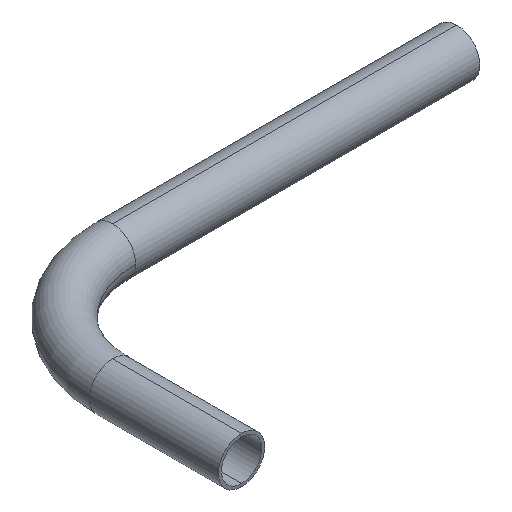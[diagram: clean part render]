
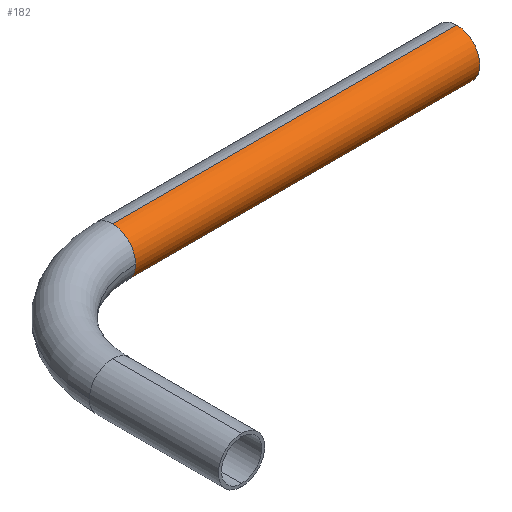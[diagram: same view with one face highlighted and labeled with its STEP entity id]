
A CAD part, isometric view. The second image highlights one B-rep face of the part: STEP entity #182.
In plain terms, the highlighted cylindrical face has radius 30.15 mm (diameter 60.3 mm), a partial arc.
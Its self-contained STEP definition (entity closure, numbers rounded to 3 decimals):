
#14 = LINE ( 'NONE', #421, #400 ) ;
#15 = ORIENTED_EDGE ( 'NONE', *, *, #464, .F. ) ;
#16 = CIRCLE ( 'NONE', #329, 30.15 ) ;
#29 = EDGE_CURVE ( 'NONE', #351, #370, #16, .T. ) ;
#48 = CIRCLE ( 'NONE', #353, 30.15 ) ;
#59 = EDGE_LOOP ( 'NONE', ( #198, #15, #373, #102, #486 ) ) ;
#78 = VERTEX_POINT ( 'NONE', #293 ) ;
#102 = ORIENTED_EDGE ( 'NONE', *, *, #512, .T. ) ;
#107 = DIRECTION ( 'NONE',  ( 1., 0., 0. ) ) ;
#142 = CARTESIAN_POINT ( 'NONE',  ( 152., 289.85, 0. ) ) ;
#145 = DIRECTION ( 'NONE',  ( 0., 0., -1. ) ) ;
#163 = CARTESIAN_POINT ( 'NONE',  ( 152., 320., 30.15 ) ) ;
#182 = ADVANCED_FACE ( 'NONE', ( #364 ), #196, .T. ) ;
#196 = CYLINDRICAL_SURFACE ( 'NONE', #415, 30.15 ) ;
#198 = ORIENTED_EDGE ( 'NONE', *, *, #437, .F. ) ;
#248 = AXIS2_PLACEMENT_3D ( 'NONE', #485, #107, #435 ) ;
#259 = CARTESIAN_POINT ( 'NONE',  ( 152., 320., 0. ) ) ;
#275 = VERTEX_POINT ( 'NONE', #163 ) ;
#276 = VECTOR ( 'NONE', #335, 1000. ) ;
#293 = CARTESIAN_POINT ( 'NONE',  ( 600., 320., 30.15 ) ) ;
#299 = CARTESIAN_POINT ( 'NONE',  ( 600., 320., 0. ) ) ;
#329 = AXIS2_PLACEMENT_3D ( 'NONE', #259, #430, #422 ) ;
#335 = DIRECTION ( 'NONE',  ( -1., 0., 0. ) ) ;
#349 = EDGE_CURVE ( 'NONE', #78, #275, #459, .T. ) ;
#351 = VERTEX_POINT ( 'NONE', #142 ) ;
#353 = AXIS2_PLACEMENT_3D ( 'NONE', #299, #510, #145 ) ;
#364 = FACE_OUTER_BOUND ( 'NONE', #59, .T. ) ;
#370 = VERTEX_POINT ( 'NONE', #502 ) ;
#373 = ORIENTED_EDGE ( 'NONE', *, *, #349, .T. ) ;
#389 = DIRECTION ( 'NONE',  ( -1., 0., 0. ) ) ;
#400 = VECTOR ( 'NONE', #389, 1000. ) ;
#415 = AXIS2_PLACEMENT_3D ( 'NONE', #441, #444, #533 ) ;
#419 = CARTESIAN_POINT ( 'NONE',  ( 600., 320., -30.15 ) ) ;
#421 = CARTESIAN_POINT ( 'NONE',  ( 600., 320., -30.15 ) ) ;
#422 = DIRECTION ( 'NONE',  ( 0., 1., 0. ) ) ;
#430 = DIRECTION ( 'NONE',  ( 1., 0., 0. ) ) ;
#435 = DIRECTION ( 'NONE',  ( 0., 1., 0. ) ) ;
#437 = EDGE_CURVE ( 'NONE', #481, #370, #14, .T. ) ;
#441 = CARTESIAN_POINT ( 'NONE',  ( 600., 320., 0. ) ) ;
#444 = DIRECTION ( 'NONE',  ( -1., 0., 0. ) ) ;
#459 = LINE ( 'NONE', #473, #276 ) ;
#464 = EDGE_CURVE ( 'NONE', #78, #481, #48, .T. ) ;
#472 = CIRCLE ( 'NONE', #248, 30.15 ) ;
#473 = CARTESIAN_POINT ( 'NONE',  ( 600., 320., 30.15 ) ) ;
#481 = VERTEX_POINT ( 'NONE', #419 ) ;
#485 = CARTESIAN_POINT ( 'NONE',  ( 152., 320., 0. ) ) ;
#486 = ORIENTED_EDGE ( 'NONE', *, *, #29, .T. ) ;
#502 = CARTESIAN_POINT ( 'NONE',  ( 152., 320., -30.15 ) ) ;
#510 = DIRECTION ( 'NONE',  ( 1., 0., 0. ) ) ;
#512 = EDGE_CURVE ( 'NONE', #275, #351, #472, .T. ) ;
#533 = DIRECTION ( 'NONE',  ( 0., 0., 1. ) ) ;
